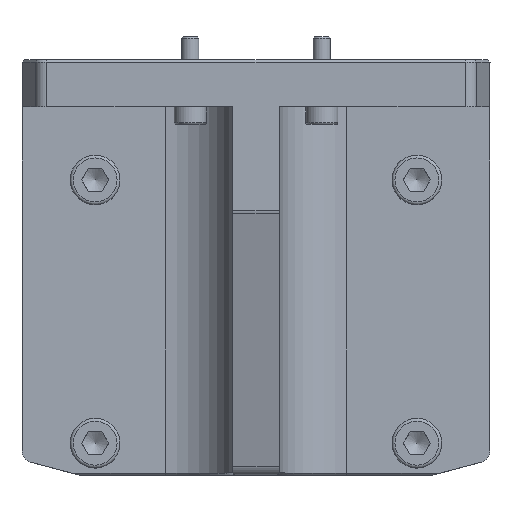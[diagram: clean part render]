
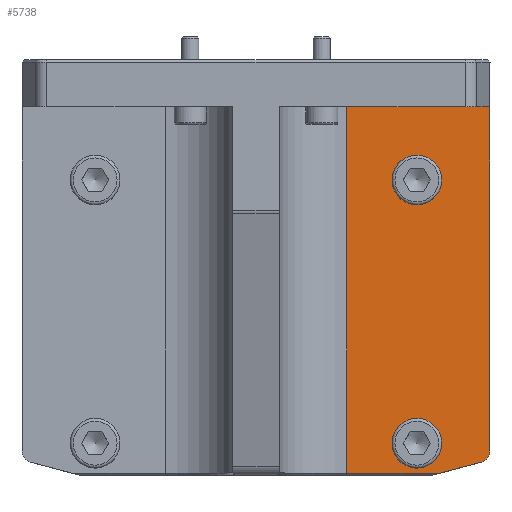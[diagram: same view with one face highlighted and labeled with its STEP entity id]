
A CAD part, top view. The second image highlights one B-rep face of the part: STEP entity #5738.
In plain terms, the highlighted planar face has unit normal (0, 0, 1).
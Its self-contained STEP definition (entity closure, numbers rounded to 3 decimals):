
#336=LINE('',#9320,#698);
#342=LINE('',#9338,#704);
#343=LINE('',#9342,#705);
#344=LINE('',#9346,#706);
#345=LINE('',#9347,#707);
#698=VECTOR('',#7410,10.);
#704=VECTOR('',#7426,10.);
#705=VECTOR('',#7431,10.);
#706=VECTOR('',#7434,10.);
#707=VECTOR('',#7435,10.);
#1006=FACE_BOUND('',#1543,.T.);
#1007=FACE_BOUND('',#1544,.T.);
#1213=FACE_OUTER_BOUND('',#1542,.T.);
#1542=EDGE_LOOP('',(#4255,#4256,#4257,#4258,#4259,#4260));
#1543=EDGE_LOOP('',(#4261,#4262));
#1544=EDGE_LOOP('',(#4263,#4264));
#1902=CIRCLE('',#6146,4.25);
#1903=CIRCLE('',#6147,4.25);
#1920=CIRCLE('',#6179,4.25);
#1921=CIRCLE('',#6180,4.25);
#1957=CIRCLE('',#6252,2.);
#2358=VERTEX_POINT('',#9019);
#2359=VERTEX_POINT('',#9020);
#2388=VERTEX_POINT('',#9119);
#2389=VERTEX_POINT('',#9120);
#2441=VERTEX_POINT('',#9303);
#2447=VERTEX_POINT('',#9318);
#2454=VERTEX_POINT('',#9337);
#2455=VERTEX_POINT('',#9341);
#2456=VERTEX_POINT('',#9343);
#2457=VERTEX_POINT('',#9345);
#2971=EDGE_CURVE('',#2358,#2359,#1902,.T.);
#2972=EDGE_CURVE('',#2359,#2358,#1903,.T.);
#3012=EDGE_CURVE('',#2388,#2389,#1920,.T.);
#3013=EDGE_CURVE('',#2389,#2388,#1921,.T.);
#3094=EDGE_CURVE('',#2447,#2441,#336,.T.);
#3103=EDGE_CURVE('',#2441,#2454,#342,.T.);
#3105=EDGE_CURVE('',#2455,#2447,#343,.T.);
#3106=EDGE_CURVE('',#2456,#2455,#1957,.T.);
#3107=EDGE_CURVE('',#2457,#2456,#344,.T.);
#3108=EDGE_CURVE('',#2454,#2457,#345,.T.);
#4255=ORIENTED_EDGE('',*,*,#3094,.F.);
#4256=ORIENTED_EDGE('',*,*,#3105,.F.);
#4257=ORIENTED_EDGE('',*,*,#3106,.F.);
#4258=ORIENTED_EDGE('',*,*,#3107,.F.);
#4259=ORIENTED_EDGE('',*,*,#3108,.F.);
#4260=ORIENTED_EDGE('',*,*,#3103,.F.);
#4261=ORIENTED_EDGE('',*,*,#2971,.T.);
#4262=ORIENTED_EDGE('',*,*,#2972,.T.);
#4263=ORIENTED_EDGE('',*,*,#3012,.T.);
#4264=ORIENTED_EDGE('',*,*,#3013,.T.);
#5243=PLANE('',#6251);
#5738=ADVANCED_FACE('',(#1213,#1006,#1007),#5243,.T.);
#6146=AXIS2_PLACEMENT_3D('',#9021,#7163,#7164);
#6147=AXIS2_PLACEMENT_3D('',#9022,#7165,#7166);
#6179=AXIS2_PLACEMENT_3D('',#9121,#7245,#7246);
#6180=AXIS2_PLACEMENT_3D('',#9122,#7247,#7248);
#6251=AXIS2_PLACEMENT_3D('',#9340,#7429,#7430);
#6252=AXIS2_PLACEMENT_3D('',#9344,#7432,#7433);
#7163=DIRECTION('center_axis',(0.,0.,
-1.));
#7164=DIRECTION('ref_axis',(0.,1.,0.));
#7165=DIRECTION('center_axis',(0.,0.,
-1.));
#7166=DIRECTION('ref_axis',(0.,1.,0.));
#7245=DIRECTION('center_axis',(0.,0.,
-1.));
#7246=DIRECTION('ref_axis',(0.,1.,0.));
#7247=DIRECTION('center_axis',(0.,0.,
-1.));
#7248=DIRECTION('ref_axis',(0.,1.,0.));
#7410=DIRECTION('',(-1.,0.,0.));
#7426=DIRECTION('',(0.,1.,0.));
#7429=DIRECTION('center_axis',(0.,0.,
1.));
#7430=DIRECTION('ref_axis',(-1.,0.,0.));
#7431=DIRECTION('',(-0.966,-0.259,0.));
#7432=DIRECTION('center_axis',(0.,0.,
-1.));
#7433=DIRECTION('ref_axis',(0.793,-0.609,0.));
#7434=DIRECTION('',(0.,-1.,0.));
#7435=DIRECTION('',(1.,0.,0.));
#9019=CARTESIAN_POINT('',(-1504.3,212.75,78.));
#9020=CARTESIAN_POINT('',(-1504.3,204.25,78.));
#9021=CARTESIAN_POINT('Origin',(-1504.3,208.5,78.));
#9022=CARTESIAN_POINT('Origin',(-1504.3,208.5,78.));
#9119=CARTESIAN_POINT('',(-1504.3,257.75,78.));
#9120=CARTESIAN_POINT('',(-1504.3,249.25,78.));
#9121=CARTESIAN_POINT('Origin',(-1504.3,253.5,78.));
#9122=CARTESIAN_POINT('Origin',(-1504.3,253.5,78.));
#9303=CARTESIAN_POINT('',(-1516.3,203.4,78.));
#9318=CARTESIAN_POINT('',(-1500.307,203.4,78.));
#9320=CARTESIAN_POINT('',(-1511.8,203.4,78.));
#9337=CARTESIAN_POINT('',(-1516.3,266.,78.));
#9338=CARTESIAN_POINT('',(-1516.3,266.,78.));
#9340=CARTESIAN_POINT('Origin',(-1491.8,266.,78.));
#9341=CARTESIAN_POINT('',(-1493.282,205.282,78.));
#9342=CARTESIAN_POINT('',(-1486.76,207.03,78.));
#9343=CARTESIAN_POINT('',(-1491.8,207.214,78.));
#9344=CARTESIAN_POINT('Origin',(-1493.8,207.214,78.));
#9345=CARTESIAN_POINT('',(-1491.8,266.,78.));
#9346=CARTESIAN_POINT('',(-1491.8,266.,78.));
#9347=CARTESIAN_POINT('',(-1511.8,266.,78.));
